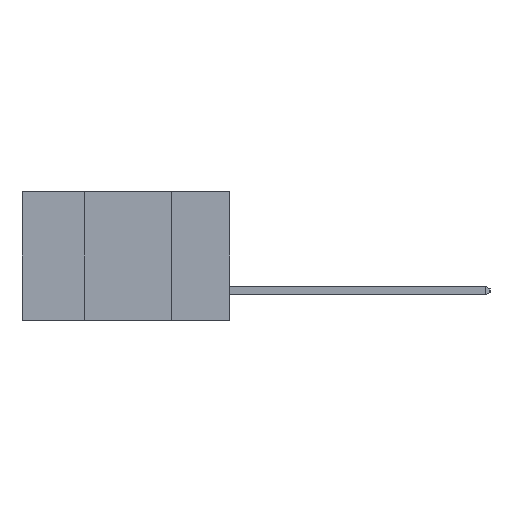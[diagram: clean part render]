
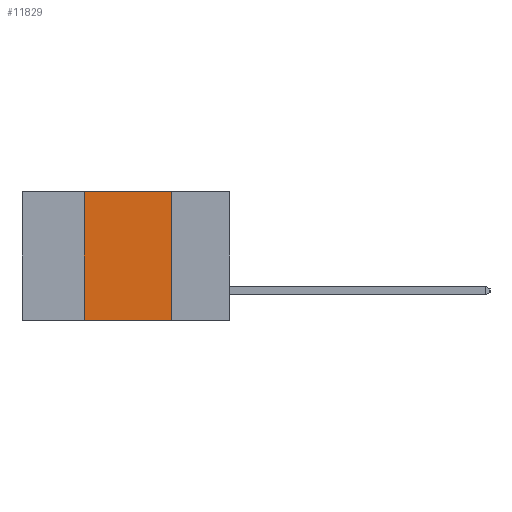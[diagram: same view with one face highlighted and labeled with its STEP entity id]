
A CAD part, left-side view. The second image highlights one B-rep face of the part: STEP entity #11829.
In plain terms, the highlighted planar face has unit normal (-1, 0, 0).
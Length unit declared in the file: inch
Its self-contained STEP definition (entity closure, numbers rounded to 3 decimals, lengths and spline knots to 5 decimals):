
#896 = CARTESIAN_POINT ( 'NONE',  ( 0., 0.17, -0.37 ) ) ;
#902 = LINE ( 'NONE', #9439, #5335 ) ;
#2084 = DIRECTION ( 'NONE',  ( 0., 0., -1. ) ) ;
#2109 = VECTOR ( 'NONE', #5086, 39.37008 ) ;
#2179 = EDGE_CURVE ( 'NONE', #5839, #2605, #6464, .T. ) ;
#2605 = VERTEX_POINT ( 'NONE', #10179 ) ;
#2976 = CARTESIAN_POINT ( 'NONE',  ( 0., 0.17, 0. ) ) ;
#4215 = ORIENTED_EDGE ( 'NONE', *, *, #6672, .T. ) ;
#4655 = CARTESIAN_POINT ( 'NONE',  ( 0., 0.42, -0.37 ) ) ;
#5086 = DIRECTION ( 'NONE',  ( 0., -1., 0. ) ) ;
#5253 = LINE ( 'NONE', #7953, #2109 ) ;
#5335 = VECTOR ( 'NONE', #11828, 39.37008 ) ;
#5773 = PLANE ( 'NONE',  #11074 ) ;
#5818 = ORIENTED_EDGE ( 'NONE', *, *, #2179, .F. ) ;
#5839 = VERTEX_POINT ( 'NONE', #2976 ) ;
#6464 = LINE ( 'NONE', #896, #12847 ) ;
#6672 = EDGE_CURVE ( 'NONE', #7891, #2605, #9511, .T. ) ;
#6735 = CARTESIAN_POINT ( 'NONE',  ( 0., 0.42, 0. ) ) ;
#6875 = VECTOR ( 'NONE', #10566, 39.37008 ) ;
#7592 = EDGE_CURVE ( 'NONE', #7891, #11744, #902, .T. ) ;
#7891 = VERTEX_POINT ( 'NONE', #4655 ) ;
#7953 = CARTESIAN_POINT ( 'NONE',  ( 0., 0.6, 0. ) ) ;
#9388 = FACE_OUTER_BOUND ( 'NONE', #11743, .T. ) ;
#9439 = CARTESIAN_POINT ( 'NONE',  ( 0., 0.42, -0.37 ) ) ;
#9507 = DIRECTION ( 'NONE',  ( 0., 0., -1. ) ) ;
#9511 = LINE ( 'NONE', #10259, #6875 ) ;
#10179 = CARTESIAN_POINT ( 'NONE',  ( 0., 0.17, -0.37 ) ) ;
#10259 = CARTESIAN_POINT ( 'NONE',  ( 0., 0.6, -0.37 ) ) ;
#10566 = DIRECTION ( 'NONE',  ( 0., -1., 0. ) ) ;
#11074 = AXIS2_PLACEMENT_3D ( 'NONE', #13134, #11942, #9507 ) ;
#11743 = EDGE_LOOP ( 'NONE', ( #5818, #13776, #14884, #4215 ) ) ;
#11744 = VERTEX_POINT ( 'NONE', #6735 ) ;
#11828 = DIRECTION ( 'NONE',  ( 0., 0., 1. ) ) ;
#11829 = ADVANCED_FACE ( 'NONE', ( #9388 ), #5773, .F. ) ;
#11911 = EDGE_CURVE ( 'NONE', #11744, #5839, #5253, .T. ) ;
#11942 = DIRECTION ( 'NONE',  ( 1., 0., 0. ) ) ;
#12847 = VECTOR ( 'NONE', #2084, 39.37008 ) ;
#13134 = CARTESIAN_POINT ( 'NONE',  ( 0., 0.6, 0. ) ) ;
#13776 = ORIENTED_EDGE ( 'NONE', *, *, #11911, .F. ) ;
#14884 = ORIENTED_EDGE ( 'NONE', *, *, #7592, .F. ) ;
